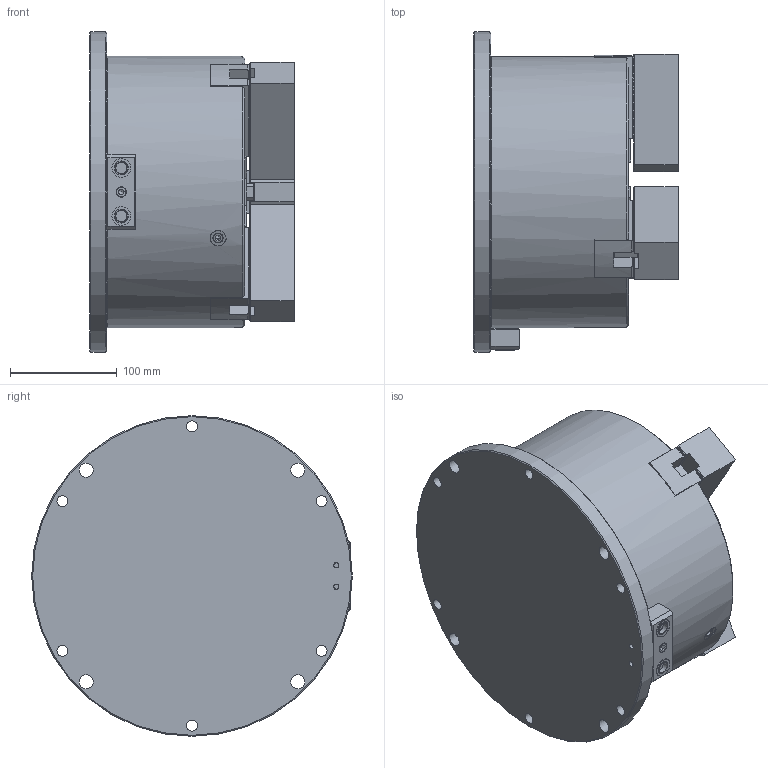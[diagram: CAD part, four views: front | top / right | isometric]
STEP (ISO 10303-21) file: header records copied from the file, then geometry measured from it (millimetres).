
FILE_DESCRIPTION (( 'STEP AP203' ), '1' );
FILE_NAME ('CF-SM-310.STEP', '2024-10-01T06:11:34', ( '' ), ( '' ), 'SwSTEP 2.0', 'SolidWorks 2020', '' );
FILE_SCHEMA (( 'CONFIG_CONTROL_DESIGN' ));
Length unit declared in the file: millimetre
Products named in the file (17): CF-SM-310-07000; 錐平頭六角孔螺栓_M3x6; 油管塞頭_PT 1_8; CF-SM-310-08000; 塑膠管塞_PT1_4; CF-3H-210-04000(T型塊); CF-SM-310-01000; CF-SM-310; SJ-10; CF-SM-310-02000; 圓頭內六角螺栓_M5x10; CF-SU-308-07000; CF-SM-310-03000; 圓頭內六角螺栓_M6x30; M6黃油嘴; CF-SM-310-06000; 圓頭內六角螺栓_M12x30
Assembly tree (39 placements, depth 2):
  CF-SM-310
    CF-SM-310-01000
    CF-SM-310-02000
    CF-SM-310-03000  x3
    CF-SM-310-06000
    CF-SM-310-07000
    CF-SM-310-08000  x3
    CF-3H-210-04000(T型塊)  x3
    SJ-10  x3
    CF-SU-308-07000
    M6黃油嘴
    圓頭內六角螺栓_M5x10  x3
    圓頭內六角螺栓_M6x30  x2
    圓頭內六角螺栓_M12x30  x6
    錐平頭六角孔螺栓_M3x6  x6
    油管塞頭_PT 1_8  x2
    塑膠管塞_PT1_4  x2
Bounding box: 191.3 x 300 x 300 mm (x, y, z)
Volume: 8014901.5 mm3; surface area: 648702.4 mm2
Topology: 40 solids, 40 shells, 3764 faces, 10743 edges, 7093 vertices
Faces by surface type: plane 2757, cylinder 876, cone 121, torus 7, sphere 3
Full cylindrical faces by diameter (mm): 2.5 x9, 3 x7, 3.3 x6, 4.2 x3, 5 x6, 5.5 x3, 6 x9, 6.6 x2, 8.2 x1, 8.3 x1, 8.5 x9, 9.5 x3, 10 x2, 10.2 x12, 10.5 x2, 10.7 x2, 11 x2, 11.5 x2, 12 x6, 13 x10, 15 x1, 15.5 x1, 17.5 x2, 18 x6, 19 x6, 98 x2, 254 x1, 300 x1
Entity records: 45108 total; most frequent: CARTESIAN_POINT 9476, ORIENTED_EDGE 7340, DIRECTION 6174, EDGE_CURVE 3670, LINE 2848, VECTOR 2848, VERTEX_POINT 2487, AXIS2_PLACEMENT_3D 1663
